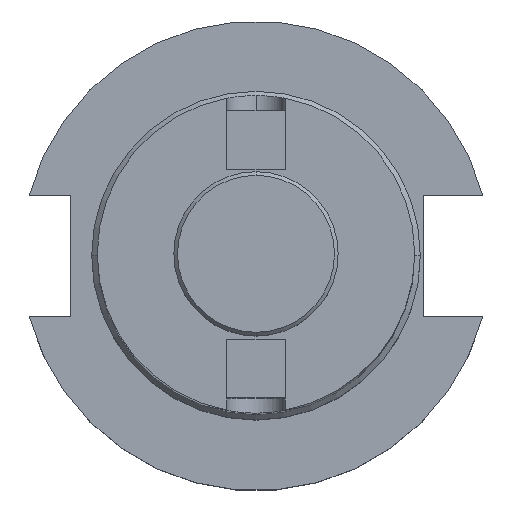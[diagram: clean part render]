
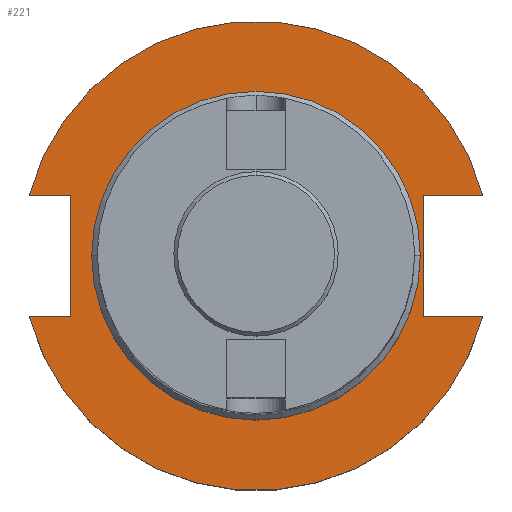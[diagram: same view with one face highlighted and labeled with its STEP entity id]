
A CAD part, top view. The second image highlights one B-rep face of the part: STEP entity #221.
In plain terms, the highlighted planar face has unit normal (0, 0, 1).
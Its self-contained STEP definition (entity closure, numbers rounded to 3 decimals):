
#46 = CARTESIAN_POINT ( 'NONE',  ( 0., 0., 19.05 ) ) ;
#93 = ORIENTED_EDGE ( 'NONE', *, *, #1213, .T. ) ;
#95 = VERTEX_POINT ( 'NONE', #734 ) ;
#105 = LINE ( 'NONE', #754, #2074 ) ;
#107 = EDGE_CURVE ( 'NONE', #1739, #223, #286, .T. ) ;
#127 = AXIS2_PLACEMENT_3D ( 'NONE', #46, #2063, #2254 ) ;
#128 = VERTEX_POINT ( 'NONE', #1816 ) ;
#147 = ORIENTED_EDGE ( 'NONE', *, *, #971, .T. ) ;
#189 = EDGE_CURVE ( 'NONE', #252, #1927, #105, .T. ) ;
#213 = DIRECTION ( 'NONE',  ( -1., 0., 0. ) ) ;
#221 = ADVANCED_FACE ( 'NONE', ( #969, #1890 ), #1300, .F. ) ;
#223 = VERTEX_POINT ( 'NONE', #1429 ) ;
#230 = LINE ( 'NONE', #1071, #1144 ) ;
#252 = VERTEX_POINT ( 'NONE', #383 ) ;
#277 = DIRECTION ( 'NONE',  ( 1., 0., 0. ) ) ;
#286 = CIRCLE ( 'NONE', #1010, 22.225 ) ;
#356 = CARTESIAN_POINT ( 'NONE',  ( -22.225, 0., 19.05 ) ) ;
#383 = CARTESIAN_POINT ( 'NONE',  ( 30.675, 8.191, 19.05 ) ) ;
#405 = CARTESIAN_POINT ( 'NONE',  ( -30.675, -8.191, 19.05 ) ) ;
#431 = CARTESIAN_POINT ( 'NONE',  ( -25.091, 8.191, 19.05 ) ) ;
#516 = CARTESIAN_POINT ( 'NONE',  ( 0., 0., 19.05 ) ) ;
#521 = ORIENTED_EDGE ( 'NONE', *, *, #841, .T. ) ;
#526 = DIRECTION ( 'NONE',  ( -1., 0., 0. ) ) ;
#539 = VECTOR ( 'NONE', #830, 1000. ) ;
#543 = CARTESIAN_POINT ( 'NONE',  ( 0., 0., 19.05 ) ) ;
#569 = VERTEX_POINT ( 'NONE', #905 ) ;
#683 = CARTESIAN_POINT ( 'NONE',  ( 0., 0., 19.05 ) ) ;
#692 = DIRECTION ( 'NONE',  ( 1., 0., 0. ) ) ;
#723 = DIRECTION ( 'NONE',  ( 1., 0., 0. ) ) ;
#734 = CARTESIAN_POINT ( 'NONE',  ( 30.675, -8.191, 19.05 ) ) ;
#754 = CARTESIAN_POINT ( 'NONE',  ( 0., 8.191, 19.05 ) ) ;
#793 = VERTEX_POINT ( 'NONE', #2365 ) ;
#830 = DIRECTION ( 'NONE',  ( 0., 1., 0. ) ) ;
#841 = EDGE_CURVE ( 'NONE', #902, #793, #1768, .T. ) ;
#902 = VERTEX_POINT ( 'NONE', #1918 ) ;
#905 = CARTESIAN_POINT ( 'NONE',  ( -25.091, -8.191, 19.05 ) ) ;
#914 = VECTOR ( 'NONE', #2250, 1000. ) ;
#944 = EDGE_CURVE ( 'NONE', #1044, #95, #1059, .T. ) ;
#969 = FACE_BOUND ( 'NONE', #1533, .T. ) ;
#971 = EDGE_CURVE ( 'NONE', #793, #569, #1485, .T. ) ;
#1010 = AXIS2_PLACEMENT_3D ( 'NONE', #516, #1995, #692 ) ;
#1044 = VERTEX_POINT ( 'NONE', #405 ) ;
#1055 = AXIS2_PLACEMENT_3D ( 'NONE', #543, #1822, #723 ) ;
#1059 = CIRCLE ( 'NONE', #127, 31.75 ) ;
#1067 = ORIENTED_EDGE ( 'NONE', *, *, #1878, .F. ) ;
#1071 = CARTESIAN_POINT ( 'NONE',  ( -61.091, -8.191, 19.05 ) ) ;
#1133 = CARTESIAN_POINT ( 'NONE',  ( 0., -8.191, 19.05 ) ) ;
#1144 = VECTOR ( 'NONE', #1257, 1000. ) ;
#1178 = DIRECTION ( 'NONE',  ( 0., 0., 1. ) ) ;
#1213 = EDGE_CURVE ( 'NONE', #128, #1927, #1511, .T. ) ;
#1234 = EDGE_CURVE ( 'NONE', #223, #1739, #2403, .T. ) ;
#1257 = DIRECTION ( 'NONE',  ( 1., 0., 0. ) ) ;
#1300 = PLANE ( 'NONE',  #2130 ) ;
#1377 = DIRECTION ( 'NONE',  ( 1., 0., 0. ) ) ;
#1397 = LINE ( 'NONE', #1133, #914 ) ;
#1429 = CARTESIAN_POINT ( 'NONE',  ( 22.225, 0., 19.05 ) ) ;
#1485 = LINE ( 'NONE', #431, #1922 ) ;
#1500 = ORIENTED_EDGE ( 'NONE', *, *, #2268, .T. ) ;
#1511 = LINE ( 'NONE', #1553, #539 ) ;
#1513 = CIRCLE ( 'NONE', #1055, 31.75 ) ;
#1533 = EDGE_LOOP ( 'NONE', ( #2120, #1603 ) ) ;
#1549 = ORIENTED_EDGE ( 'NONE', *, *, #944, .T. ) ;
#1553 = CARTESIAN_POINT ( 'NONE',  ( 22.606, 22.225, 19.05 ) ) ;
#1603 = ORIENTED_EDGE ( 'NONE', *, *, #107, .F. ) ;
#1656 = VECTOR ( 'NONE', #1377, 1000. ) ;
#1675 = CARTESIAN_POINT ( 'NONE',  ( 0., 22.225, 19.05 ) ) ;
#1739 = VERTEX_POINT ( 'NONE', #356 ) ;
#1768 = LINE ( 'NONE', #2160, #1656 ) ;
#1816 = CARTESIAN_POINT ( 'NONE',  ( 22.606, -8.191, 19.05 ) ) ;
#1822 = DIRECTION ( 'NONE',  ( 0., 0., 1. ) ) ;
#1878 = EDGE_CURVE ( 'NONE', #128, #95, #1397, .T. ) ;
#1890 = FACE_OUTER_BOUND ( 'NONE', #2067, .T. ) ;
#1918 = CARTESIAN_POINT ( 'NONE',  ( -30.675, 8.191, 19.05 ) ) ;
#1922 = VECTOR ( 'NONE', #2244, 1000. ) ;
#1927 = VERTEX_POINT ( 'NONE', #2114 ) ;
#1993 = ORIENTED_EDGE ( 'NONE', *, *, #189, .F. ) ;
#1995 = DIRECTION ( 'NONE',  ( 0., 0., 1. ) ) ;
#2004 = DIRECTION ( 'NONE',  ( 0., 0., -1. ) ) ;
#2063 = DIRECTION ( 'NONE',  ( 0., 0., 1. ) ) ;
#2064 = ORIENTED_EDGE ( 'NONE', *, *, #2219, .F. ) ;
#2067 = EDGE_LOOP ( 'NONE', ( #147, #2064, #1549, #1067, #93, #1993, #1500, #521 ) ) ;
#2074 = VECTOR ( 'NONE', #213, 1000. ) ;
#2100 = AXIS2_PLACEMENT_3D ( 'NONE', #683, #1178, #277 ) ;
#2114 = CARTESIAN_POINT ( 'NONE',  ( 22.606, 8.191, 19.05 ) ) ;
#2120 = ORIENTED_EDGE ( 'NONE', *, *, #1234, .F. ) ;
#2130 = AXIS2_PLACEMENT_3D ( 'NONE', #1675, #2004, #526 ) ;
#2160 = CARTESIAN_POINT ( 'NONE',  ( -61.091, 8.191, 19.05 ) ) ;
#2219 = EDGE_CURVE ( 'NONE', #1044, #569, #230, .T. ) ;
#2244 = DIRECTION ( 'NONE',  ( 0., -1., 0. ) ) ;
#2250 = DIRECTION ( 'NONE',  ( 1., 0., 0. ) ) ;
#2254 = DIRECTION ( 'NONE',  ( 1., 0., 0. ) ) ;
#2268 = EDGE_CURVE ( 'NONE', #252, #902, #1513, .T. ) ;
#2365 = CARTESIAN_POINT ( 'NONE',  ( -25.091, 8.191, 19.05 ) ) ;
#2403 = CIRCLE ( 'NONE', #2100, 22.225 ) ;
